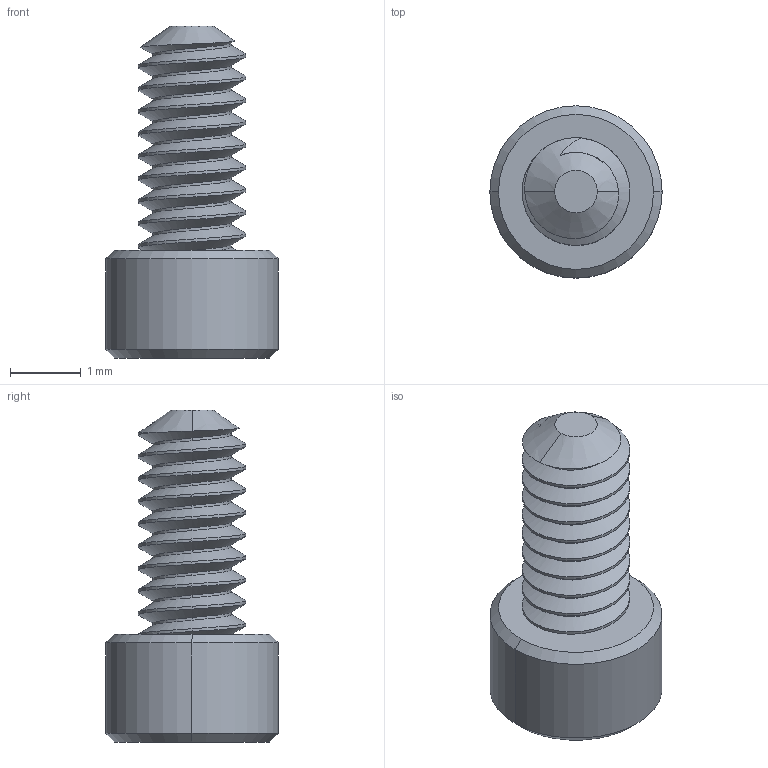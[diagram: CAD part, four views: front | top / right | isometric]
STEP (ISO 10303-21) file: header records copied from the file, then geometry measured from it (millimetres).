
FILE_DESCRIPTION (( 'STEP AP203' ), '1' );
FILE_NAME ('95435A101.step', '2014-02-28T21:45:30', ( '' ), ( '' ), 'SwSTEP 2.0', 'SolidWorks 2013', '' );
FILE_SCHEMA (( 'CONFIG_CONTROL_DESIGN' ));
Length unit declared in the file: inch
Products named in the file (1): 95435A101
Bounding box: 2.44 x 2.44 x 4.7 mm (x, y, z)
Volume: 9.9 mm3; surface area: 45.3 mm2
Topology: 1 solids, 1 shells, 66 faces, 170 edges, 108 vertices
Faces by surface type: cylinder 41, cone 13, plane 10, bspline 2
Entity records: 3085 total; most frequent: CARTESIAN_POINT 1652, ORIENTED_EDGE 340, DIRECTION 230, EDGE_CURVE 170, VERTEX_POINT 108, AXIS2_PLACEMENT_3D 86, EDGE_LOOP 68, FACE_OUTER_BOUND 66
